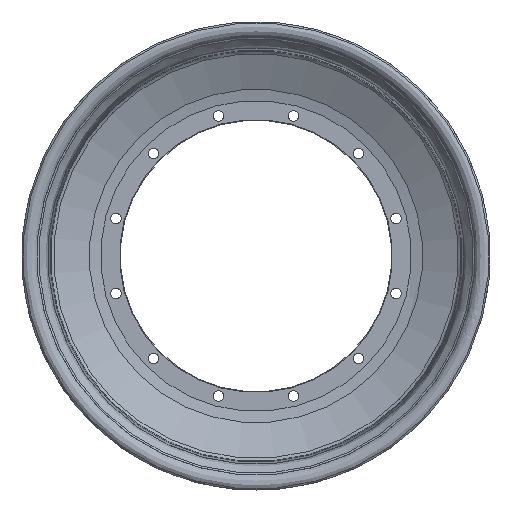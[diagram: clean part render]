
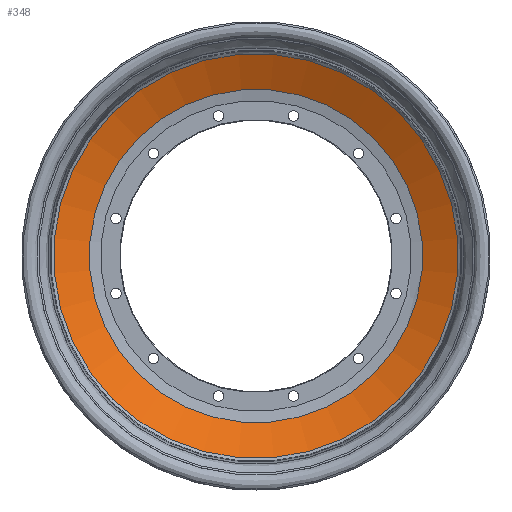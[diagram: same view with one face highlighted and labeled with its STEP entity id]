
A CAD part, front view. The second image highlights one B-rep face of the part: STEP entity #348.
In plain terms, the highlighted conical face has half-angle 64.934 degrees and reference radius 119.577 mm.
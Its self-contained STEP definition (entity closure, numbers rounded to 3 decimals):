
#88 = ORIENTED_EDGE ( 'NONE', *, *, #660, .F. ) ;
#316 = AXIS2_PLACEMENT_3D ( 'NONE', #1854, #1105, #2652 ) ;
#348 = ADVANCED_FACE ( 'NONE', ( #1787, #2753 ), #441, .F. ) ;
#353 = DIRECTION ( 'NONE',  ( 0., -1., 0. ) ) ;
#404 = AXIS2_PLACEMENT_3D ( 'NONE', #638, #353, #1984 ) ;
#441 = CONICAL_SURFACE ( 'NONE', #316, 119.577, 1.133 ) ;
#628 = VERTEX_POINT ( 'NONE', #2134 ) ;
#638 = CARTESIAN_POINT ( 'NONE',  ( 0., 8.385, 0. ) ) ;
#652 = EDGE_LOOP ( 'NONE', ( #88 ) ) ;
#660 = EDGE_CURVE ( 'NONE', #1433, #1433, #2595, .T. ) ;
#925 = EDGE_CURVE ( 'NONE', #628, #628, #1839, .T. ) ;
#1105 = DIRECTION ( 'NONE',  ( 0., -1., 0. ) ) ;
#1433 = VERTEX_POINT ( 'NONE', #2146 ) ;
#1602 = CARTESIAN_POINT ( 'NONE',  ( 0., -1.479, 0. ) ) ;
#1787 = FACE_BOUND ( 'NONE', #652, .T. ) ;
#1839 = CIRCLE ( 'NONE', #2153, 119.577 ) ;
#1854 = CARTESIAN_POINT ( 'NONE',  ( 0., -1.479, 0. ) ) ;
#1877 = DIRECTION ( 'NONE',  ( 0.966, 0., -0.259 ) ) ;
#1984 = DIRECTION ( 'NONE',  ( 0.966, 0., -0.259 ) ) ;
#2134 = CARTESIAN_POINT ( 'NONE',  ( 115.502, -1.479, -30.949 ) ) ;
#2146 = CARTESIAN_POINT ( 'NONE',  ( 95.132, 8.385, -25.49 ) ) ;
#2153 = AXIS2_PLACEMENT_3D ( 'NONE', #1602, #3449, #1877 ) ;
#2595 = CIRCLE ( 'NONE', #404, 98.488 ) ;
#2652 = DIRECTION ( 'NONE',  ( 0.966, 0., -0.259 ) ) ;
#2753 = FACE_OUTER_BOUND ( 'NONE', #3035, .T. ) ;
#2818 = ORIENTED_EDGE ( 'NONE', *, *, #925, .T. ) ;
#3035 = EDGE_LOOP ( 'NONE', ( #2818 ) ) ;
#3449 = DIRECTION ( 'NONE',  ( 0., -1., 0. ) ) ;
